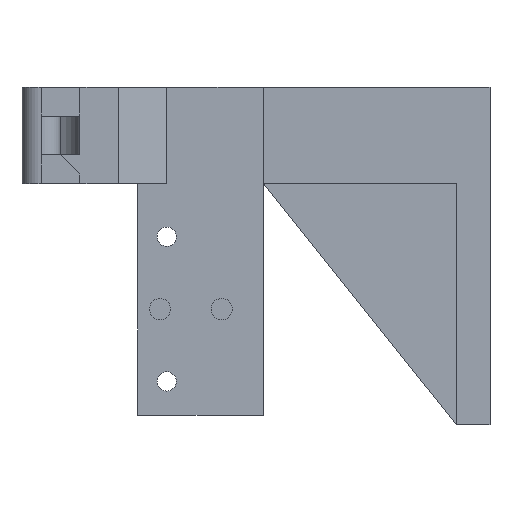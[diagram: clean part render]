
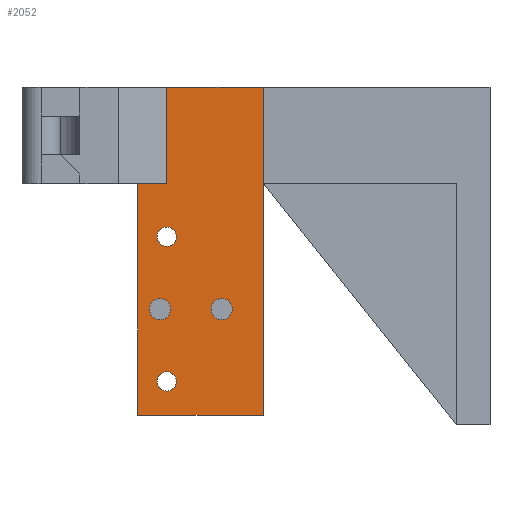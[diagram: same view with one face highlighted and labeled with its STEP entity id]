
A CAD part, left-side view. The second image highlights one B-rep face of the part: STEP entity #2052.
In plain terms, the highlighted planar face has unit normal (-1, 0, 0).
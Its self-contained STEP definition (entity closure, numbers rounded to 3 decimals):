
#13 = EDGE_CURVE ( 'NONE', #1020, #385, #500, .T. ) ;
#49 = DIRECTION ( 'NONE',  ( 0., 0., -1. ) ) ;
#66 = ORIENTED_EDGE ( 'NONE', *, *, #843, .F. ) ;
#73 = AXIS2_PLACEMENT_3D ( 'NONE', #920, #448, #613 ) ;
#89 = CARTESIAN_POINT ( 'NONE',  ( -13.7, 36.5, 0. ) ) ;
#134 = CARTESIAN_POINT ( 'NONE',  ( -13.7, 33.5, 10. ) ) ;
#136 = LINE ( 'NONE', #841, #1320 ) ;
#153 = EDGE_LOOP ( 'NONE', ( #1906, #384 ) ) ;
#155 = AXIS2_PLACEMENT_3D ( 'NONE', #1520, #379, #695 ) ;
#163 = CARTESIAN_POINT ( 'NONE',  ( -13.7, 36.5, 10. ) ) ;
#171 = AXIS2_PLACEMENT_3D ( 'NONE', #581, #1914, #1897 ) ;
#181 = DIRECTION ( 'NONE',  ( 0., 0., 1. ) ) ;
#222 = ORIENTED_EDGE ( 'NONE', *, *, #1892, .T. ) ;
#249 = CIRCLE ( 'NONE', #1521, 1. ) ;
#266 = ORIENTED_EDGE ( 'NONE', *, *, #2090, .F. ) ;
#310 = ORIENTED_EDGE ( 'NONE', *, *, #1944, .F. ) ;
#316 = EDGE_CURVE ( 'NONE', #1392, #938, #687, .T. ) ;
#359 = EDGE_CURVE ( 'NONE', #923, #1771, #2077, .T. ) ;
#365 = VECTOR ( 'NONE', #2043, 1000. ) ;
#379 = DIRECTION ( 'NONE',  ( -1., 0., 0. ) ) ;
#384 = ORIENTED_EDGE ( 'NONE', *, *, #2046, .F. ) ;
#385 = VERTEX_POINT ( 'NONE', #1946 ) ;
#444 = VERTEX_POINT ( 'NONE', #1648 ) ;
#448 = DIRECTION ( 'NONE',  ( -1., 0., 0. ) ) ;
#461 = VERTEX_POINT ( 'NONE', #946 ) ;
#500 = LINE ( 'NONE', #2029, #1322 ) ;
#502 = CARTESIAN_POINT ( 'NONE',  ( -13.7, 27.8, -13. ) ) ;
#513 = EDGE_CURVE ( 'NONE', #899, #1296, #1747, .T. ) ;
#528 = DIRECTION ( 'NONE',  ( -1., 0., 0. ) ) ;
#551 = CIRCLE ( 'NONE', #990, 1.1 ) ;
#569 = DIRECTION ( 'NONE',  ( 0., 0., 1. ) ) ;
#581 = CARTESIAN_POINT ( 'NONE',  ( -13.7, 33.5, -20.5 ) ) ;
#592 = ORIENTED_EDGE ( 'NONE', *, *, #1208, .F. ) ;
#612 = EDGE_LOOP ( 'NONE', ( #677, #1097 ) ) ;
#613 = DIRECTION ( 'NONE',  ( 0., 0., 1. ) ) ;
#626 = EDGE_CURVE ( 'NONE', #648, #461, #1718, .T. ) ;
#648 = VERTEX_POINT ( 'NONE', #700 ) ;
#651 = DIRECTION ( 'NONE',  ( 0., 0., -1. ) ) ;
#677 = ORIENTED_EDGE ( 'NONE', *, *, #626, .F. ) ;
#687 = LINE ( 'NONE', #771, #1292 ) ;
#695 = DIRECTION ( 'NONE',  ( 0., 0., 1. ) ) ;
#700 = CARTESIAN_POINT ( 'NONE',  ( -13.7, 33.5, -4.5 ) ) ;
#727 = DIRECTION ( 'NONE',  ( -1., 0., 0. ) ) ;
#741 = VERTEX_POINT ( 'NONE', #89 ) ;
#771 = CARTESIAN_POINT ( 'NONE',  ( -13.7, 33.5, -77.957 ) ) ;
#780 = DIRECTION ( 'NONE',  ( -1., 0., 0. ) ) ;
#784 = CARTESIAN_POINT ( 'NONE',  ( -13.7, 33.5, -20.5 ) ) ;
#834 = VECTOR ( 'NONE', #49, 1000. ) ;
#841 = CARTESIAN_POINT ( 'NONE',  ( -13.7, 36.5, 0. ) ) ;
#843 = EDGE_CURVE ( 'NONE', #1113, #444, #1563, .T. ) ;
#844 = EDGE_LOOP ( 'NONE', ( #919, #266 ) ) ;
#847 = CARTESIAN_POINT ( 'NONE',  ( -13.7, 33.5, -21.5 ) ) ;
#853 = LINE ( 'NONE', #1889, #365 ) ;
#883 = AXIS2_PLACEMENT_3D ( 'NONE', #1484, #528, #1495 ) ;
#899 = VERTEX_POINT ( 'NONE', #1434 ) ;
#906 = CARTESIAN_POINT ( 'NONE',  ( -13.7, 36.5, 10. ) ) ;
#919 = ORIENTED_EDGE ( 'NONE', *, *, #513, .F. ) ;
#920 = CARTESIAN_POINT ( 'NONE',  ( -13.7, 34.2, -13. ) ) ;
#923 = VERTEX_POINT ( 'NONE', #2114 ) ;
#938 = VERTEX_POINT ( 'NONE', #134 ) ;
#946 = CARTESIAN_POINT ( 'NONE',  ( -13.7, 33.5, -6.5 ) ) ;
#953 = LINE ( 'NONE', #1225, #834 ) ;
#975 = DIRECTION ( 'NONE',  ( -1., 0., 0. ) ) ;
#990 = AXIS2_PLACEMENT_3D ( 'NONE', #502, #991, #181 ) ;
#991 = DIRECTION ( 'NONE',  ( -1., 0., 0. ) ) ;
#1020 = VERTEX_POINT ( 'NONE', #1629 ) ;
#1031 = FACE_BOUND ( 'NONE', #153, .T. ) ;
#1038 = ORIENTED_EDGE ( 'NONE', *, *, #1290, .F. ) ;
#1097 = ORIENTED_EDGE ( 'NONE', *, *, #1880, .F. ) ;
#1111 = AXIS2_PLACEMENT_3D ( 'NONE', #1394, #727, #569 ) ;
#1113 = VERTEX_POINT ( 'NONE', #847 ) ;
#1124 = DIRECTION ( 'NONE',  ( 0., 0., 1. ) ) ;
#1125 = DIRECTION ( 'NONE',  ( 1., 0., 0. ) ) ;
#1131 = PLANE ( 'NONE',  #1295 ) ;
#1149 = DIRECTION ( 'NONE',  ( 0., 0., 1. ) ) ;
#1156 = VECTOR ( 'NONE', #1562, 1000. ) ;
#1169 = ORIENTED_EDGE ( 'NONE', *, *, #13, .T. ) ;
#1181 = DIRECTION ( 'NONE',  ( 0., -1., 0. ) ) ;
#1208 = EDGE_CURVE ( 'NONE', #741, #1392, #136, .T. ) ;
#1225 = CARTESIAN_POINT ( 'NONE',  ( -13.7, 23.5, 10. ) ) ;
#1290 = EDGE_CURVE ( 'NONE', #1953, #385, #953, .T. ) ;
#1292 = VECTOR ( 'NONE', #1421, 1000. ) ;
#1295 = AXIS2_PLACEMENT_3D ( 'NONE', #163, #1125, #651 ) ;
#1296 = VERTEX_POINT ( 'NONE', #1852 ) ;
#1320 = VECTOR ( 'NONE', #1181, 1000. ) ;
#1322 = VECTOR ( 'NONE', #1708, 1000. ) ;
#1339 = AXIS2_PLACEMENT_3D ( 'NONE', #1667, #975, #1149 ) ;
#1387 = CARTESIAN_POINT ( 'NONE',  ( -13.7, 23.5, 10. ) ) ;
#1392 = VERTEX_POINT ( 'NONE', #2085 ) ;
#1394 = CARTESIAN_POINT ( 'NONE',  ( -13.7, 33.5, -5.5 ) ) ;
#1419 = ORIENTED_EDGE ( 'NONE', *, *, #316, .F. ) ;
#1421 = DIRECTION ( 'NONE',  ( 0., 0., 1. ) ) ;
#1434 = CARTESIAN_POINT ( 'NONE',  ( -13.7, 27.8, -11.9 ) ) ;
#1448 = EDGE_CURVE ( 'NONE', #444, #1113, #249, .T. ) ;
#1484 = CARTESIAN_POINT ( 'NONE',  ( -13.7, 27.8, -13. ) ) ;
#1495 = DIRECTION ( 'NONE',  ( 0., 0., 1. ) ) ;
#1520 = CARTESIAN_POINT ( 'NONE',  ( -13.7, 33.5, -5.5 ) ) ;
#1521 = AXIS2_PLACEMENT_3D ( 'NONE', #784, #780, #1124 ) ;
#1555 = FACE_OUTER_BOUND ( 'NONE', #1865, .T. ) ;
#1562 = DIRECTION ( 'NONE',  ( 0., 0., -1. ) ) ;
#1563 = CIRCLE ( 'NONE', #171, 1. ) ;
#1584 = FACE_BOUND ( 'NONE', #612, .T. ) ;
#1629 = CARTESIAN_POINT ( 'NONE',  ( -13.7, 36.5, -24. ) ) ;
#1648 = CARTESIAN_POINT ( 'NONE',  ( -13.7, 33.5, -19.5 ) ) ;
#1657 = CIRCLE ( 'NONE', #1339, 1.1 ) ;
#1667 = CARTESIAN_POINT ( 'NONE',  ( -13.7, 34.2, -13. ) ) ;
#1682 = CARTESIAN_POINT ( 'NONE',  ( -13.7, 34.2, -14.1 ) ) ;
#1708 = DIRECTION ( 'NONE',  ( 0., -1., 0. ) ) ;
#1710 = CIRCLE ( 'NONE', #1111, 1. ) ;
#1718 = CIRCLE ( 'NONE', #155, 1. ) ;
#1747 = CIRCLE ( 'NONE', #883, 1.1 ) ;
#1756 = ORIENTED_EDGE ( 'NONE', *, *, #1448, .F. ) ;
#1761 = FACE_BOUND ( 'NONE', #844, .T. ) ;
#1771 = VERTEX_POINT ( 'NONE', #1682 ) ;
#1852 = CARTESIAN_POINT ( 'NONE',  ( -13.7, 27.8, -14.1 ) ) ;
#1865 = EDGE_LOOP ( 'NONE', ( #310, #1419, #592, #222, #1169, #1038 ) ) ;
#1880 = EDGE_CURVE ( 'NONE', #461, #648, #1710, .T. ) ;
#1881 = EDGE_LOOP ( 'NONE', ( #1756, #66 ) ) ;
#1889 = CARTESIAN_POINT ( 'NONE',  ( -13.7, 36.5, 10. ) ) ;
#1892 = EDGE_CURVE ( 'NONE', #741, #1020, #2045, .T. ) ;
#1897 = DIRECTION ( 'NONE',  ( 0., 0., 1. ) ) ;
#1906 = ORIENTED_EDGE ( 'NONE', *, *, #359, .F. ) ;
#1914 = DIRECTION ( 'NONE',  ( -1., 0., 0. ) ) ;
#1916 = FACE_BOUND ( 'NONE', #1881, .T. ) ;
#1944 = EDGE_CURVE ( 'NONE', #938, #1953, #853, .T. ) ;
#1946 = CARTESIAN_POINT ( 'NONE',  ( -13.7, 23.5, -24. ) ) ;
#1953 = VERTEX_POINT ( 'NONE', #1387 ) ;
#2029 = CARTESIAN_POINT ( 'NONE',  ( -13.7, 36.5, -24. ) ) ;
#2043 = DIRECTION ( 'NONE',  ( 0., -1., 0. ) ) ;
#2045 = LINE ( 'NONE', #906, #1156 ) ;
#2046 = EDGE_CURVE ( 'NONE', #1771, #923, #1657, .T. ) ;
#2052 = ADVANCED_FACE ( 'NONE', ( #1584, #1916, #1761, #1031, #1555 ), #1131, .F. ) ;
#2077 = CIRCLE ( 'NONE', #73, 1.1 ) ;
#2085 = CARTESIAN_POINT ( 'NONE',  ( -13.7, 33.5, 0. ) ) ;
#2090 = EDGE_CURVE ( 'NONE', #1296, #899, #551, .T. ) ;
#2114 = CARTESIAN_POINT ( 'NONE',  ( -13.7, 34.2, -11.9 ) ) ;
